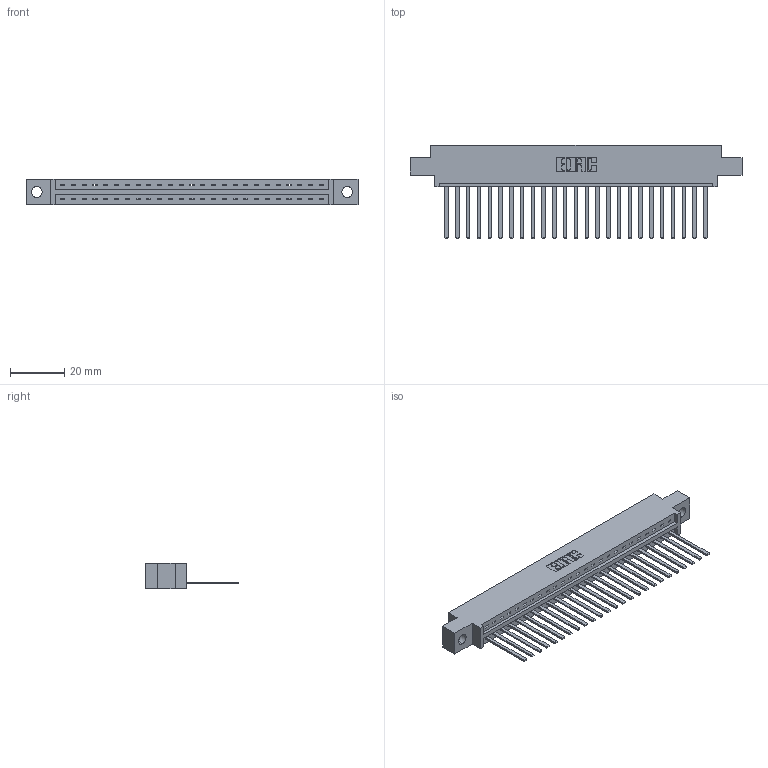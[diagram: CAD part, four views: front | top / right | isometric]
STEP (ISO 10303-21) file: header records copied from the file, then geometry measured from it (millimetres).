
FILE_DESCRIPTION (( 'STEP AP203' ), '1' );
FILE_NAME ('387-025-544-604.STEP', '2019-10-03T12:02:42', ( '' ), ( '' ), 'SwSTEP 2.0', 'SolidWorks 2016', '' );
FILE_SCHEMA (( 'CONFIG_CONTROL_DESIGN' ));
Length unit declared in the file: inch
Products named in the file (3): 387-025-544-604; 337 Part_0.170 Offset - 0.156 Dia-TH; 345-292-001_345-293-144
Assembly tree (26 placements, depth 2):
  387-025-544-604
    337 Part_0.170 Offset - 0.156 Dia-TH
    345-292-001_345-293-144  x25
Bounding box: 122.07 x 34.3 x 9.4 mm (x, y, z)
Volume: 12558.8 mm3; surface area: 13727.5 mm2
Topology: 26 solids, 26 shells, 1518 faces, 4573 edges, 3014 vertices
Faces by surface type: plane 1124, cylinder 394
Entity records: 20733 total; most frequent: CARTESIAN_POINT 3617, ORIENTED_EDGE 3578, DIRECTION 3075, EDGE_CURVE 1789, VECTOR 1665, LINE 1665, VERTEX_POINT 1190, AXIS2_PLACEMENT_3D 705
